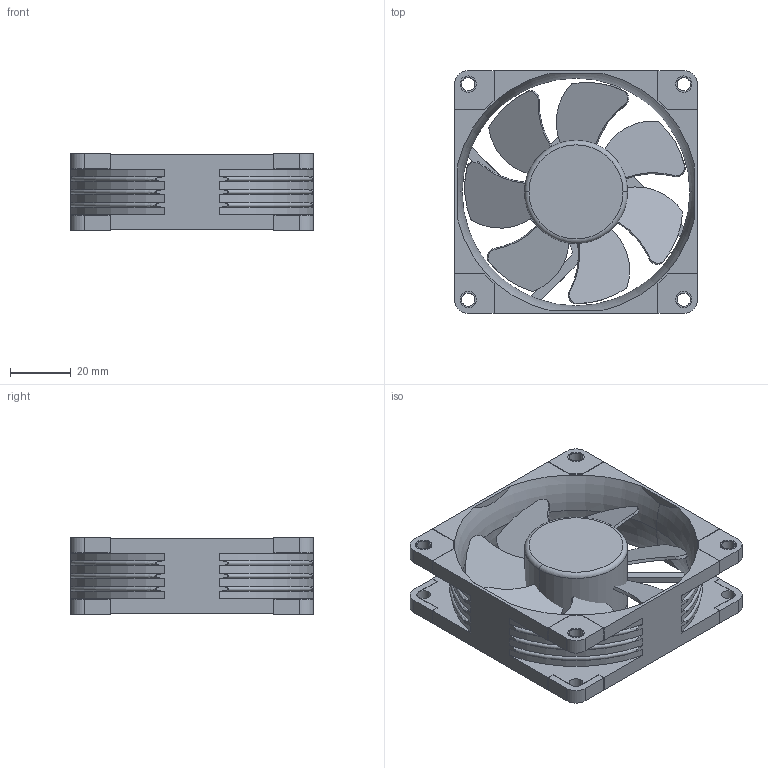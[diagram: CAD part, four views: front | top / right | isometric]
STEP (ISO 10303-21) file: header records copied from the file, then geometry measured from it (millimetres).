
FILE_DESCRIPTION (( 'STEP AP214' ), '1' );
FILE_NAME ('Noctua nf-a8-pwm fan 80x80x25.STEP', '2017-12-19T19:10:57', ( '' ), ( '' ), 'SwSTEP 2.0', 'SolidWorks 2016', '' );
FILE_SCHEMA (( 'AUTOMOTIVE_DESIGN' ));
Length unit declared in the file: millimetre
Products named in the file (1): Noctua nf-a8-pwm fan 80x80x25
Bounding box: 80 x 80 x 25.2 mm (x, y, z)
Volume: 52805.4 mm3; surface area: 33729.3 mm2
Topology: 9 solids, 9 shells, 347 faces, 937 edges, 606 vertices
Faces by surface type: plane 168, cylinder 133, bspline 28, torus 18
Entity records: 14159 total; most frequent: CARTESIAN_POINT 4829, ORIENTED_EDGE 1874, DIRECTION 1791, EDGE_CURVE 937, AXIS2_PLACEMENT_3D 620, VERTEX_POINT 606, LINE 551, VECTOR 551
